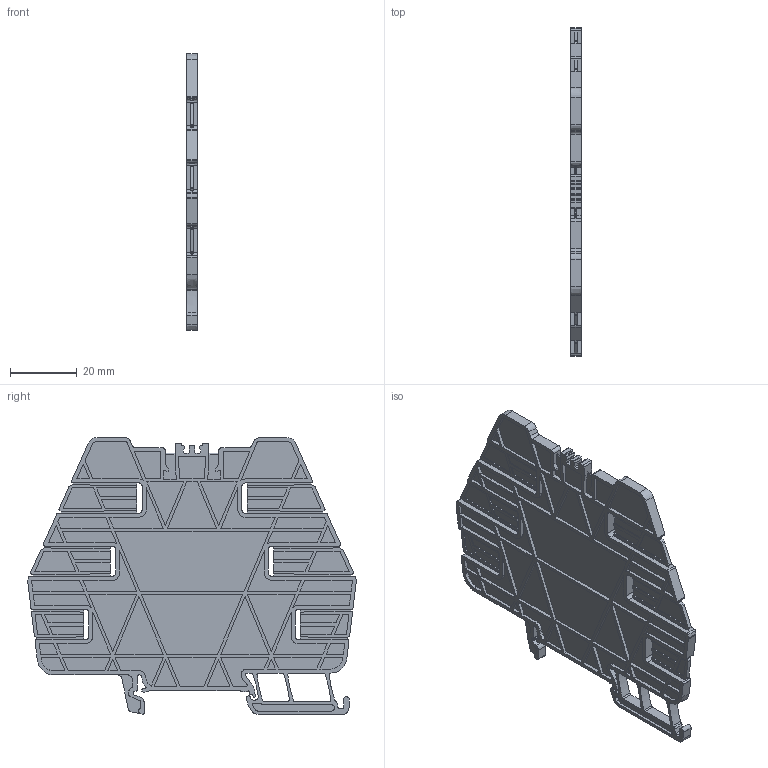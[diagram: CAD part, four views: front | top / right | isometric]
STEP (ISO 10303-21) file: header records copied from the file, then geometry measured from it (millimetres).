
FILE_DESCRIPTION(('CATIA V5 STEP Exchange','CAx-IF Rec.Pracs.--- Model Styling and Organization---1.5--- 2016-08-15','CAx-IF Rec.Pracs.---Supplemental Geometry---1.0---2011-11-01','CAx-IF Rec.Pracs.--- Composite Materials ---1.1---2010-07-15'),'2;1');
FILE_NAME ('6243566_5', '2025-11-11T09:46:17+00:00', ('none'), ('Weidmueller'), 'CATIA Version 5-6 Release 2024 SP4', 'CATIA V5 STEP AP214 v3', 'none');
FILE_SCHEMA(('AUTOMOTIVE_DESIGN { 1 0 10303 214 1 1 1 1 }'));
Length unit declared in the file: millimetre
Products named in the file (1): S3D_TW_TXS_TXZ_R3-2
Bounding box: 3.2 x 98.78 x 83.25 mm (x, y, z)
Volume: 9596.4 mm3; surface area: 19127.4 mm2
Topology: 1 solids, 1 shells, 1076 faces, 2918 edges, 1940 vertices
Faces by surface type: plane 853, extrusion 202, cylinder 21
Entity records: 34328 total; most frequent: CARTESIAN_POINT 11151, ORIENTED_EDGE 5836, EDGE_CURVE 2918, DIRECTION 2838, VECTOR 2066, VERTEX_POINT 1940, LINE 1864, EDGE_LOOP 1190
